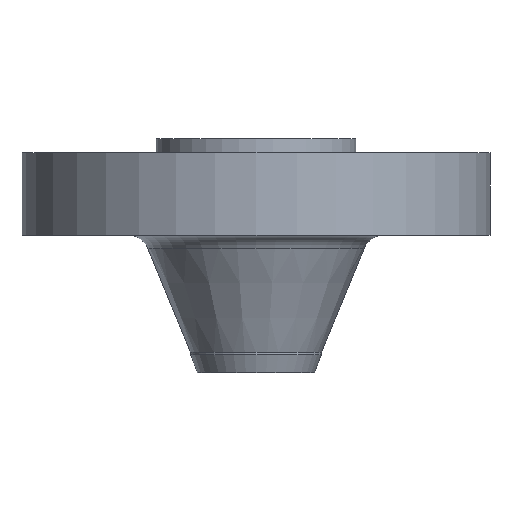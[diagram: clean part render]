
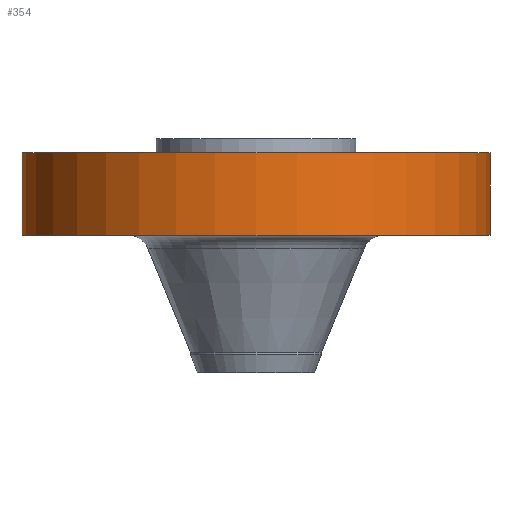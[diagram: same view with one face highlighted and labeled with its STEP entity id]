
A CAD part, front view. The second image highlights one B-rep face of the part: STEP entity #354.
In plain terms, the highlighted cylindrical face has radius 107.95 mm (diameter 215.9 mm), a partial arc.
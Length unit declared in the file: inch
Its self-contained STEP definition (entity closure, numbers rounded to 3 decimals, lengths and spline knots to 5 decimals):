
#98 = CARTESIAN_POINT ( 'NONE',  ( 0., 0., 0. ) ) ;
#113 = VERTEX_POINT ( 'NONE', #401 ) ;
#115 = DIRECTION ( 'NONE',  ( 1., 0., 0. ) ) ;
#198 = DIRECTION ( 'NONE',  ( 1., 0., 0. ) ) ;
#354 = ADVANCED_FACE ( 'NONE', ( #551 ), #736, .T. ) ;
#366 = ORIENTED_EDGE ( 'NONE', *, *, #1095, .F. ) ;
#380 = LINE ( 'NONE', #729, #960 ) ;
#401 = CARTESIAN_POINT ( 'NONE',  ( 4.25, 0., -0.25 ) ) ;
#433 = ORIENTED_EDGE ( 'NONE', *, *, #998, .F. ) ;
#452 = DIRECTION ( 'NONE',  ( 0., 0., 1. ) ) ;
#462 = AXIS2_PLACEMENT_3D ( 'NONE', #98, #911, #465 ) ;
#465 = DIRECTION ( 'NONE',  ( 1., 0., 0. ) ) ;
#472 = DIRECTION ( 'NONE',  ( 0., 0., 1. ) ) ;
#481 = AXIS2_PLACEMENT_3D ( 'NONE', #910, #742, #115 ) ;
#536 = VERTEX_POINT ( 'NONE', #764 ) ;
#538 = CARTESIAN_POINT ( 'NONE',  ( 4.25, 0., -1.75 ) ) ;
#551 = FACE_OUTER_BOUND ( 'NONE', #997, .T. ) ;
#588 = CIRCLE ( 'NONE', #734, 4.25 ) ;
#589 = VECTOR ( 'NONE', #966, 39.37008 ) ;
#633 = CARTESIAN_POINT ( 'NONE',  ( 4.25, 0., 0. ) ) ;
#648 = CARTESIAN_POINT ( 'NONE',  ( -4.25, 0., -1.75 ) ) ;
#729 = CARTESIAN_POINT ( 'NONE',  ( -4.25, 0., 0. ) ) ;
#734 = AXIS2_PLACEMENT_3D ( 'NONE', #989, #452, #198 ) ;
#736 = CYLINDRICAL_SURFACE ( 'NONE', #462, 4.25 ) ;
#742 = DIRECTION ( 'NONE',  ( 0., 0., 1. ) ) ;
#764 = CARTESIAN_POINT ( 'NONE',  ( -4.25, 0., -0.25 ) ) ;
#860 = EDGE_CURVE ( 'NONE', #1013, #927, #588, .T. ) ;
#884 = CIRCLE ( 'NONE', #481, 4.25 ) ;
#910 = CARTESIAN_POINT ( 'NONE',  ( 0., 0., -0.25 ) ) ;
#911 = DIRECTION ( 'NONE',  ( 0., 0., 1. ) ) ;
#927 = VERTEX_POINT ( 'NONE', #538 ) ;
#929 = ORIENTED_EDGE ( 'NONE', *, *, #860, .T. ) ;
#934 = EDGE_CURVE ( 'NONE', #927, #113, #980, .T. ) ;
#960 = VECTOR ( 'NONE', #472, 39.37008 ) ;
#966 = DIRECTION ( 'NONE',  ( 0., 0., 1. ) ) ;
#980 = LINE ( 'NONE', #633, #589 ) ;
#989 = CARTESIAN_POINT ( 'NONE',  ( 0., 0., -1.75 ) ) ;
#997 = EDGE_LOOP ( 'NONE', ( #366, #929, #1140, #433 ) ) ;
#998 = EDGE_CURVE ( 'NONE', #536, #113, #884, .T. ) ;
#1013 = VERTEX_POINT ( 'NONE', #648 ) ;
#1095 = EDGE_CURVE ( 'NONE', #1013, #536, #380, .T. ) ;
#1140 = ORIENTED_EDGE ( 'NONE', *, *, #934, .T. ) ;
